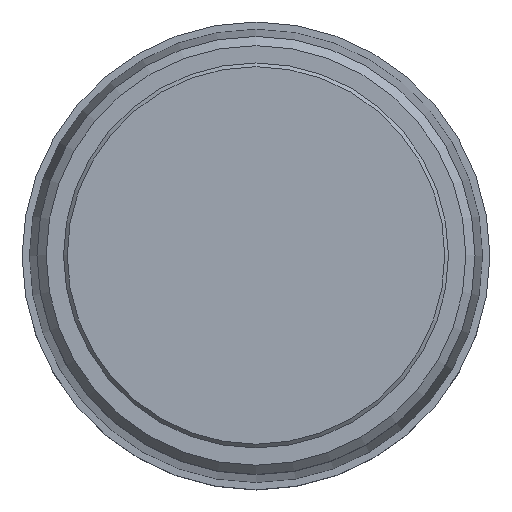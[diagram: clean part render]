
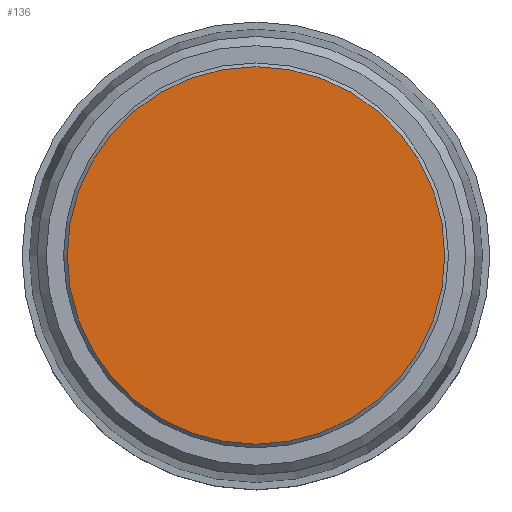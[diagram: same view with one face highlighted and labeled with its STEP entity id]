
A CAD part, top view. The second image highlights one B-rep face of the part: STEP entity #136.
In plain terms, the highlighted planar face has unit normal (0, 0, 1).
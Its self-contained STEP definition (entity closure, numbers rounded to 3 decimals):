
#114=PLANE('',#316);
#120=FACE_OUTER_BOUND('',#194,.T.);
#136=ADVANCED_FACE('',(#120),#114,.T.);
#194=EDGE_LOOP('',(#228));
#228=ORIENTED_EDGE('',*,*,#274,.F.);
#257=VERTEX_POINT('',#427);
#274=EDGE_CURVE('',#257,#257,#291,.T.);
#291=CIRCLE('',#313,20.5);
#313=AXIS2_PLACEMENT_3D('',#426,#359,#360);
#316=AXIS2_PLACEMENT_3D('',#431,#365,#366);
#359=DIRECTION('',(0.,0.,-1.));
#360=DIRECTION('',(-1.,0.,0.));
#365=DIRECTION('',(0.,0.,1.));
#366=DIRECTION('',(1.,0.,0.));
#426=CARTESIAN_POINT('',(0.,0.,0.));
#427=CARTESIAN_POINT('',(-20.5,0.,0.));
#431=CARTESIAN_POINT('',(0.,20.5,0.));
